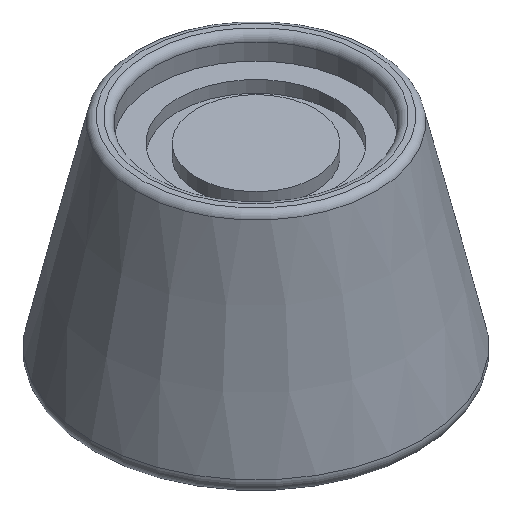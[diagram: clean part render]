
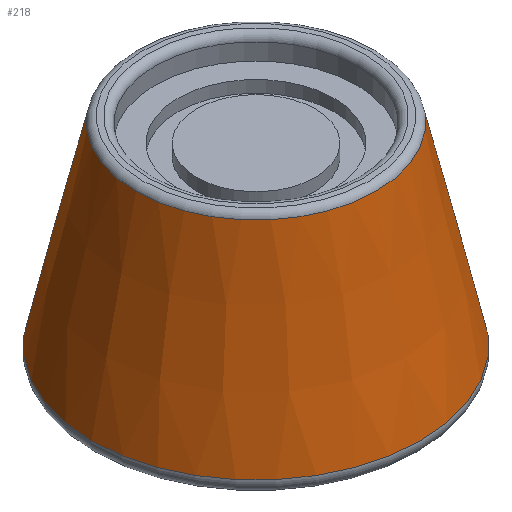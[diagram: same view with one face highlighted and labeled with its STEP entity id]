
A CAD part, isometric view. The second image highlights one B-rep face of the part: STEP entity #218.
In plain terms, the highlighted conical face has half-angle 12.959 degrees and reference radius 70.711 mm.
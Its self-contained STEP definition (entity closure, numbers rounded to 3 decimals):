
#15=CONICAL_SURFACE('',#260,70.711,0.226);
#34=FACE_OUTER_BOUND('',#51,.T.);
#51=EDGE_LOOP('',(#168,#169,#170,#171,#172,#173));
#64=LINE('',#405,#69);
#69=VECTOR('',#326,70.711);
#78=CIRCLE('',#255,69.302);
#82=CIRCLE('',#259,69.302);
#83=CIRCLE('',#261,50.536);
#84=CIRCLE('',#262,50.536);
#103=VERTEX_POINT('',#391);
#104=VERTEX_POINT('',#392);
#107=VERTEX_POINT('',#401);
#108=VERTEX_POINT('',#402);
#127=EDGE_CURVE('',#103,#104,#78,.T.);
#131=EDGE_CURVE('',#104,#103,#82,.T.);
#132=EDGE_CURVE('',#107,#108,#83,.T.);
#133=EDGE_CURVE('',#108,#107,#84,.T.);
#134=EDGE_CURVE('',#108,#104,#64,.T.);
#168=ORIENTED_EDGE('',*,*,#132,.F.);
#169=ORIENTED_EDGE('',*,*,#133,.F.);
#170=ORIENTED_EDGE('',*,*,#134,.T.);
#171=ORIENTED_EDGE('',*,*,#127,.F.);
#172=ORIENTED_EDGE('',*,*,#131,.F.);
#173=ORIENTED_EDGE('',*,*,#134,.F.);
#218=ADVANCED_FACE('',(#34),#15,.T.);
#255=AXIS2_PLACEMENT_3D('',#393,#310,#311);
#259=AXIS2_PLACEMENT_3D('',#399,#318,#319);
#260=AXIS2_PLACEMENT_3D('',#400,#320,#321);
#261=AXIS2_PLACEMENT_3D('',#403,#322,#323);
#262=AXIS2_PLACEMENT_3D('',#404,#324,#325);
#310=DIRECTION('center_axis',(0.,0.,-1.));
#311=DIRECTION('ref_axis',(-1.,0.,0.));
#318=DIRECTION('center_axis',(0.,0.,-1.));
#319=DIRECTION('ref_axis',(-1.,0.,0.));
#320=DIRECTION('center_axis',(0.,0.,-1.));
#321=DIRECTION('ref_axis',(1.,0.,0.));
#322=DIRECTION('center_axis',(0.,0.,1.));
#323=DIRECTION('ref_axis',(-1.,0.,0.));
#324=DIRECTION('center_axis',(0.,0.,1.));
#325=DIRECTION('ref_axis',(-1.,0.,0.));
#326=DIRECTION('',(-0.224,0.,-0.975));
#391=CARTESIAN_POINT('',(69.302,0.,6.121));
#392=CARTESIAN_POINT('',(-69.302,0.,6.121));
#393=CARTESIAN_POINT('Origin',(0.,0.,6.121));
#399=CARTESIAN_POINT('Origin',(0.,0.,6.121));
#400=CARTESIAN_POINT('Origin',(0.,0.,0.));
#401=CARTESIAN_POINT('',(50.536,0.,87.673));
#402=CARTESIAN_POINT('',(-50.536,0.,87.673));
#403=CARTESIAN_POINT('Origin',(0.,0.,87.673));
#404=CARTESIAN_POINT('Origin',(0.,0.,87.673));
#405=CARTESIAN_POINT('',(-70.711,0.,0.));
